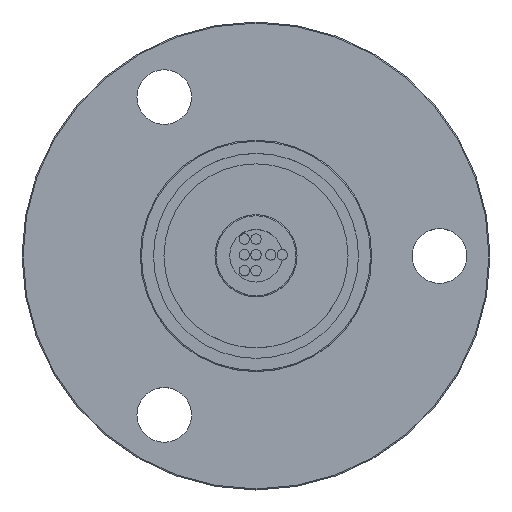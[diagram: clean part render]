
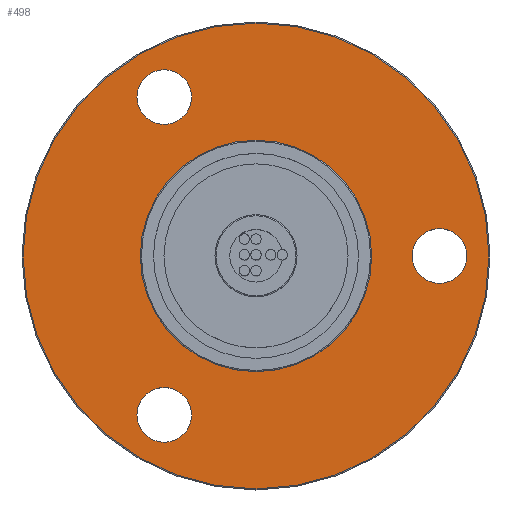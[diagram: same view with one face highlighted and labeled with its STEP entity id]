
A CAD part, top view. The second image highlights one B-rep face of the part: STEP entity #498.
In plain terms, the highlighted planar face has unit normal (0, 0, 1).
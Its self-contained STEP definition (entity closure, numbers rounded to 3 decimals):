
#498=ADVANCED_FACE('',(#776,#777,#778,#779,#780),#781,.T.);
#776=FACE_OUTER_BOUND('',#1046,.T.);
#777=FACE_BOUND('',#1047,.T.);
#778=FACE_BOUND('',#1048,.T.);
#779=FACE_BOUND('',#1049,.T.);
#780=FACE_BOUND('',#1050,.T.);
#781=PLANE('',#1051);
#1046=EDGE_LOOP('',(#1312));
#1047=EDGE_LOOP('',(#1313));
#1048=EDGE_LOOP('',(#1314));
#1049=EDGE_LOOP('',(#1315));
#1050=EDGE_LOOP('',(#1316));
#1051=AXIS2_PLACEMENT_3D('',#1317,#1318,#1319);
#1312=ORIENTED_EDGE('',*,*,#1698,.T.);
#1313=ORIENTED_EDGE('',*,*,#1699,.T.);
#1314=ORIENTED_EDGE('',*,*,#1700,.T.);
#1315=ORIENTED_EDGE('',*,*,#1701,.T.);
#1316=ORIENTED_EDGE('',*,*,#1702,.T.);
#1317=CARTESIAN_POINT('',(0.0,0.0,21.4));
#1318=DIRECTION('',(0.0,0.0,1.0));
#1319=DIRECTION('',(1.0,0.0,0.0));
#1698=EDGE_CURVE('',#1833,#1833,#1834,.T.);
#1699=EDGE_CURVE('',#1835,#1835,#1836,.T.);
#1700=EDGE_CURVE('',#1837,#1837,#1838,.T.);
#1701=EDGE_CURVE('',#1839,#1839,#1840,.T.);
#1702=EDGE_CURVE('',#1841,#1841,#1842,.F.);
#1833=VERTEX_POINT('',#2018);
#1834=CIRCLE('',#2019,22.15);
#1835=VERTEX_POINT('',#2020);
#1836=CIRCLE('',#2021,2.6);
#1837=VERTEX_POINT('',#2022);
#1838=CIRCLE('',#2023,2.6);
#1839=VERTEX_POINT('',#2024);
#1840=CIRCLE('',#2025,2.6);
#1841=VERTEX_POINT('',#2026);
#1842=CIRCLE('',#2027,11.0);
#2018=CARTESIAN_POINT('',(22.15,0.0,21.4));
#2019=AXIS2_PLACEMENT_3D('',#2205,#2206,#2207);
#2020=CARTESIAN_POINT('',(-10.025,17.364,21.4));
#2021=AXIS2_PLACEMENT_3D('',#2208,#2209,#2210);
#2022=CARTESIAN_POINT('',(-10.025,-17.364,21.4));
#2023=AXIS2_PLACEMENT_3D('',#2211,#2212,#2213);
#2024=CARTESIAN_POINT('',(20.05,0.0,21.4));
#2025=AXIS2_PLACEMENT_3D('',#2214,#2215,#2216);
#2026=CARTESIAN_POINT('',(11.0,0.0,21.4));
#2027=AXIS2_PLACEMENT_3D('',#2217,#2218,#2219);
#2205=CARTESIAN_POINT('',(0.0,0.0,21.4));
#2206=DIRECTION('',(0.0,0.0,1.0));
#2207=DIRECTION('',(1.0,0.0,0.0));
#2208=CARTESIAN_POINT('',(-8.725,15.112,21.4));
#2209=DIRECTION('',(0.0,0.0,-1.0));
#2210=DIRECTION('',(-0.5,0.866,0.0));
#2211=CARTESIAN_POINT('',(-8.725,-15.112,21.4));
#2212=DIRECTION('',(-0.0,0.0,-1.0));
#2213=DIRECTION('',(-0.5,-0.866,0.0));
#2214=CARTESIAN_POINT('',(17.45,0.0,21.4));
#2215=DIRECTION('',(0.0,0.0,-1.0));
#2216=DIRECTION('',(1.0,0.0,0.0));
#2217=CARTESIAN_POINT('',(0.0,0.0,21.4));
#2218=DIRECTION('',(0.0,0.0,1.0));
#2219=DIRECTION('',(1.0,0.0,0.0));
